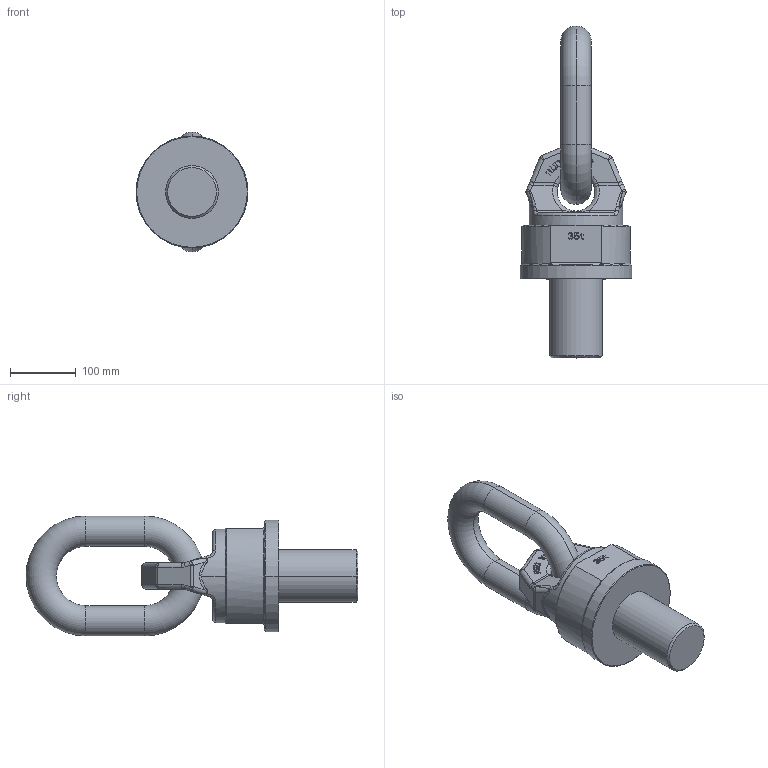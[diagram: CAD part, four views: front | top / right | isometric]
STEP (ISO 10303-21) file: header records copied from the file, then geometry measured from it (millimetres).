
FILE_DESCRIPTION((''),'2;1');
FILE_NAME('001-M35135-P-10_ASM','2019-06-27T',('anja.joas'),(''),'PRO/ENGINEER BY PARAMETRIC TECHNOLOGY CORPORATION, 2011490','PRO/ENGINEER BY PARAMETRIC TECHNOLOGY CORPORATION, 2011490','');
FILE_SCHEMA(('CONFIG_CONTROL_DESIGN'));
Length unit declared in the file: millimetre
Products named in the file (4): 001-M33405-P-10_AF0; 001-M31356-P-10; 001-M31356-P-04; 001-M35135-P-10_ASM
Assembly tree (3 placements, depth 2):
  001-M35135-P-10_ASM
    001-M33405-P-10_AF0
    001-M31356-P-10
    001-M31356-P-04
Bounding box: 170 x 504 x 182 mm (x, y, z)
Volume: 4075952.2 mm3; surface area: 273980.3 mm2
Topology: 3 solids, 3 shells, 486 faces, 1295 edges, 830 vertices
Faces by surface type: plane 351, bspline 62, cylinder 55, torus 10, cone 8
Entity records: 18077 total; most frequent: CARTESIAN_POINT 6306, ORIENTED_EDGE 2590, DIRECTION 2155, EDGE_CURVE 1295, VECTOR 1025, LINE 1025, VERTEX_POINT 830, AXIS2_PLACEMENT_3D 565
